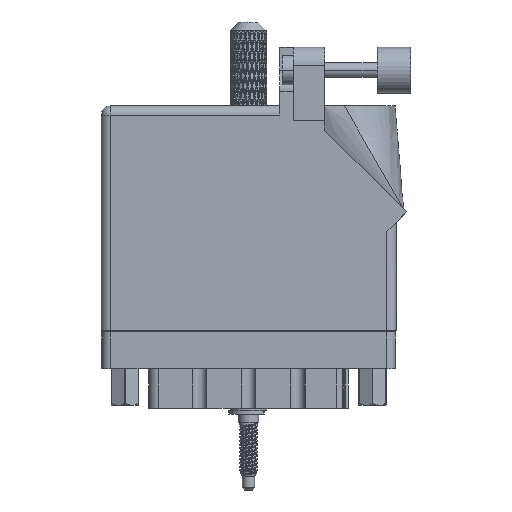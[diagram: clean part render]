
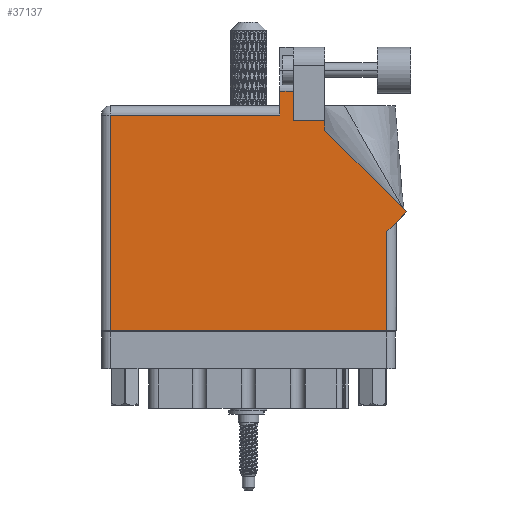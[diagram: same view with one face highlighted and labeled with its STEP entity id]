
A CAD part, front view. The second image highlights one B-rep face of the part: STEP entity #37137.
In plain terms, the highlighted face is planar.
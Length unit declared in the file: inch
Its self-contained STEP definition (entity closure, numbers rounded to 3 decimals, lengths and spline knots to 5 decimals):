
#3158 = CARTESIAN_POINT ( 'NONE',  ( 1.217, 1.6315, 0. ) ) ;
#4340 = ORIENTED_EDGE ( 'NONE', *, *, #90190, .T. ) ;
#4405 = VERTEX_POINT ( 'NONE', #58256 ) ;
#6278 = CARTESIAN_POINT ( 'NONE',  ( 1.948, 0., 0. ) ) ;
#6598 = LINE ( 'NONE', #47637, #17778 ) ;
#7160 = LINE ( 'NONE', #65167, #21171 ) ;
#7769 = ORIENTED_EDGE ( 'NONE', *, *, #49890, .T. ) ;
#8813 = DIRECTION ( 'NONE',  ( 0., -1., 0. ) ) ;
#8929 = EDGE_CURVE ( 'NONE', #59388, #47425, #112707, .T. ) ;
#9804 = EDGE_CURVE ( 'NONE', #4405, #59388, #111844, .T. ) ;
#9861 = DIRECTION ( 'NONE',  ( -1., 0., 0. ) ) ;
#10187 = DIRECTION ( 'NONE',  ( 0., 1., 0. ) ) ;
#10227 = EDGE_CURVE ( 'NONE', #47425, #84843, #23594, .T. ) ;
#11341 = VECTOR ( 'NONE', #10187, 39.37008 ) ;
#11527 = DIRECTION ( 'NONE',  ( 0., 1., 0. ) ) ;
#11729 = VECTOR ( 'NONE', #111237, 39.37008 ) ;
#12744 = LINE ( 'NONE', #18466, #63199 ) ;
#14782 = CARTESIAN_POINT ( 'NONE',  ( 2.01, 0.737, 0. ) ) ;
#15296 = ORIENTED_EDGE ( 'NONE', *, *, #10227, .T. ) ;
#16187 = CARTESIAN_POINT ( 'NONE',  ( 1.311, 1.43, 0. ) ) ;
#16332 = DIRECTION ( 'NONE',  ( -1., 0., 0. ) ) ;
#17778 = VECTOR ( 'NONE', #39011, 39.37008 ) ;
#18466 = CARTESIAN_POINT ( 'NONE',  ( 1.64177, 1.6315, 0. ) ) ;
#21171 = VECTOR ( 'NONE', #11527, 39.37008 ) ;
#23594 = LINE ( 'NONE', #53141, #113184 ) ;
#24789 = DIRECTION ( 'NONE',  ( 0., 0., -1. ) ) ;
#29815 = EDGE_CURVE ( 'NONE', #86385, #44868, #30889, .T. ) ;
#30889 = LINE ( 'NONE', #65372, #11341 ) ;
#32208 = LINE ( 'NONE', #61183, #96533 ) ;
#32547 = VERTEX_POINT ( 'NONE', #100751 ) ;
#33347 = VERTEX_POINT ( 'NONE', #42790 ) ;
#33384 = PLANE ( 'NONE',  #59272 ) ;
#34916 = DIRECTION ( 'NONE',  ( -1., 0., 0. ) ) ;
#37137 = ADVANCED_FACE ( 'NONE', ( #84601 ), #33384, .F. ) ;
#39011 = DIRECTION ( 'NONE',  ( 0., -1., 0. ) ) ;
#41259 = LINE ( 'NONE', #115660, #58150 ) ;
#42790 = CARTESIAN_POINT ( 'NONE',  ( 0.062, 1.468, 0. ) ) ;
#43516 = EDGE_LOOP ( 'NONE', ( #4340, #48803, #67778, #7769, #44621, #62237, #45798, #91907, #74320, #108029, #15296 ) ) ;
#44621 = ORIENTED_EDGE ( 'NONE', *, *, #101134, .T. ) ;
#44868 = VERTEX_POINT ( 'NONE', #83664 ) ;
#45798 = ORIENTED_EDGE ( 'NONE', *, *, #29815, .T. ) ;
#47425 = VERTEX_POINT ( 'NONE', #100902 ) ;
#47637 = CARTESIAN_POINT ( 'NONE',  ( 0.062, 0., 0. ) ) ;
#48803 = ORIENTED_EDGE ( 'NONE', *, *, #48857, .T. ) ;
#48821 = VERTEX_POINT ( 'NONE', #106559 ) ;
#48857 = EDGE_CURVE ( 'NONE', #48821, #110798, #12744, .T. ) ;
#49411 = EDGE_CURVE ( 'NONE', #44868, #4405, #70122, .T. ) ;
#49890 = EDGE_CURVE ( 'NONE', #32547, #33347, #32208, .T. ) ;
#52931 = DIRECTION ( 'NONE',  ( 0., 1., 0. ) ) ;
#53141 = CARTESIAN_POINT ( 'NONE',  ( 1.524, 1.43, 0. ) ) ;
#58150 = VECTOR ( 'NONE', #8813, 39.37008 ) ;
#58256 = CARTESIAN_POINT ( 'NONE',  ( 2.08071, 0.80771, 0. ) ) ;
#59272 = AXIS2_PLACEMENT_3D ( 'NONE', #104963, #24789, #34916 ) ;
#59388 = VERTEX_POINT ( 'NONE', #86520 ) ;
#61183 = CARTESIAN_POINT ( 'NONE',  ( 0., 1.468, 0. ) ) ;
#62237 = ORIENTED_EDGE ( 'NONE', *, *, #114843, .T. ) ;
#63199 = VECTOR ( 'NONE', #9861, 39.37008 ) ;
#64972 = LINE ( 'NONE', #76453, #11729 ) ;
#65167 = CARTESIAN_POINT ( 'NONE',  ( 1.311, 1.43, 0. ) ) ;
#65372 = CARTESIAN_POINT ( 'NONE',  ( 1.948, 0.737, 0. ) ) ;
#65911 = VECTOR ( 'NONE', #95391, 39.37008 ) ;
#67778 = ORIENTED_EDGE ( 'NONE', *, *, #77333, .T. ) ;
#70122 = LINE ( 'NONE', #14782, #65911 ) ;
#74320 = ORIENTED_EDGE ( 'NONE', *, *, #9804, .T. ) ;
#76453 = CARTESIAN_POINT ( 'NONE',  ( 0., 0., 0. ) ) ;
#77333 = EDGE_CURVE ( 'NONE', #110798, #32547, #41259, .T. ) ;
#83288 = VECTOR ( 'NONE', #52931, 39.37008 ) ;
#83664 = CARTESIAN_POINT ( 'NONE',  ( 1.948, 0.675, 0. ) ) ;
#84601 = FACE_OUTER_BOUND ( 'NONE', #43516, .T. ) ;
#84843 = VERTEX_POINT ( 'NONE', #16187 ) ;
#86180 = VERTEX_POINT ( 'NONE', #100655 ) ;
#86385 = VERTEX_POINT ( 'NONE', #6278 ) ;
#86520 = CARTESIAN_POINT ( 'NONE',  ( 1.524, 1.36442, 0. ) ) ;
#90190 = EDGE_CURVE ( 'NONE', #84843, #48821, #7160, .T. ) ;
#91907 = ORIENTED_EDGE ( 'NONE', *, *, #49411, .T. ) ;
#95391 = DIRECTION ( 'NONE',  ( 0.707, 0.707, 0. ) ) ;
#96533 = VECTOR ( 'NONE', #104967, 39.37008 ) ;
#100655 = CARTESIAN_POINT ( 'NONE',  ( 0.062, 0., 0. ) ) ;
#100751 = CARTESIAN_POINT ( 'NONE',  ( 1.217, 1.468, 0. ) ) ;
#100902 = CARTESIAN_POINT ( 'NONE',  ( 1.524, 1.43, 0. ) ) ;
#101134 = EDGE_CURVE ( 'NONE', #33347, #86180, #6598, .T. ) ;
#103405 = VECTOR ( 'NONE', #106851, 39.37008 ) ;
#104963 = CARTESIAN_POINT ( 'NONE',  ( 0., 1.53, 0. ) ) ;
#104967 = DIRECTION ( 'NONE',  ( -1., 0., 0. ) ) ;
#106516 = CARTESIAN_POINT ( 'NONE',  ( 1.524, 1.36442, 0. ) ) ;
#106559 = CARTESIAN_POINT ( 'NONE',  ( 1.311, 1.6315, 0. ) ) ;
#106851 = DIRECTION ( 'NONE',  ( -0.707, 0.707, 0. ) ) ;
#108004 = CARTESIAN_POINT ( 'NONE',  ( 2.08071, 0.80771, 0. ) ) ;
#108029 = ORIENTED_EDGE ( 'NONE', *, *, #8929, .T. ) ;
#110798 = VERTEX_POINT ( 'NONE', #3158 ) ;
#111237 = DIRECTION ( 'NONE',  ( 1., 0., 0. ) ) ;
#111844 = LINE ( 'NONE', #108004, #103405 ) ;
#112707 = LINE ( 'NONE', #106516, #83288 ) ;
#113184 = VECTOR ( 'NONE', #16332, 39.37008 ) ;
#114843 = EDGE_CURVE ( 'NONE', #86180, #86385, #64972, .T. ) ;
#115660 = CARTESIAN_POINT ( 'NONE',  ( 1.217, 1.53, 0. ) ) ;
